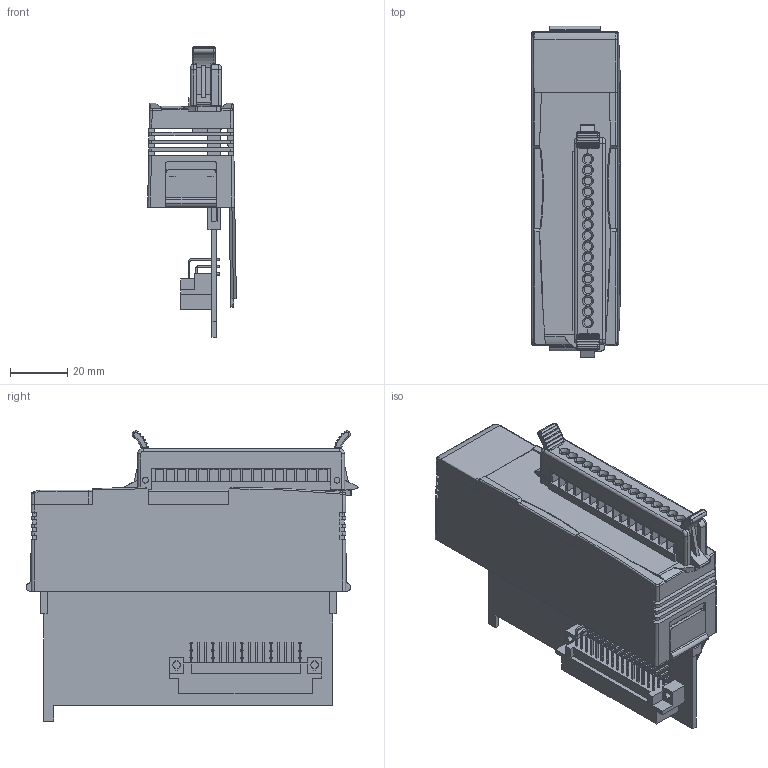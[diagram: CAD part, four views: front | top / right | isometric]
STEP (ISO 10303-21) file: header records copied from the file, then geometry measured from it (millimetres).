
FILE_DESCRIPTION (( 'STEP AP203' ), '1' );
FILE_NAME ('I-87017RCW.STEP', '2017-04-28T03:53:14', ( 'user' ), ( '' ), 'SwSTEP 2.0', 'SolidWorks 2013', '' );
FILE_SCHEMA (( 'CONFIG_CONTROL_DESIGN' ));
Length unit declared in the file: millimetre
Products named in the file (12): ME030-38116-1; 16pin_3.81_180; 16pin牛角頭; 8000-2io-03-Part-2; 牛角邊; 8000-2io-03-Part-3; 16pin_3.81_牛角; 8000-2io-03-Part-7; I-87017RCW; 8000-2io-03-Part-11; 8000-2io-03-16PIN面板; (X_T)Molex-48pin-90D
Assembly tree (13 placements, depth 3):
  I-87017RCW
    8000-2io-03-Part-2  x2
    8000-2io-03-Part-3
    8000-2io-03-Part-7
    8000-2io-03-Part-11
    8000-2io-03-16PIN面板
    (X_T)Molex-48pin-90D
    ME030-38116-1
    16pin_3.81_牛角
      16pin_3.81_180
      16pin牛角頭
      牛角邊  x2
Bounding box: 31.06 x 116.15 x 101.56 mm (x, y, z)
Volume: 57126.4 mm3; surface area: 77192.8 mm2
Topology: 12 solids, 12 shells, 2918 faces, 7592 edges, 4838 vertices
Faces by surface type: plane 2388, cylinder 448, bspline 39, cone 36, torus 7
Entity records: 87693 total; most frequent: CARTESIAN_POINT 16401, ORIENTED_EDGE 14746, DIRECTION 14033, EDGE_CURVE 7373, VECTOR 5959, LINE 5959, VERTEX_POINT 4696, AXIS2_PLACEMENT_3D 4037
